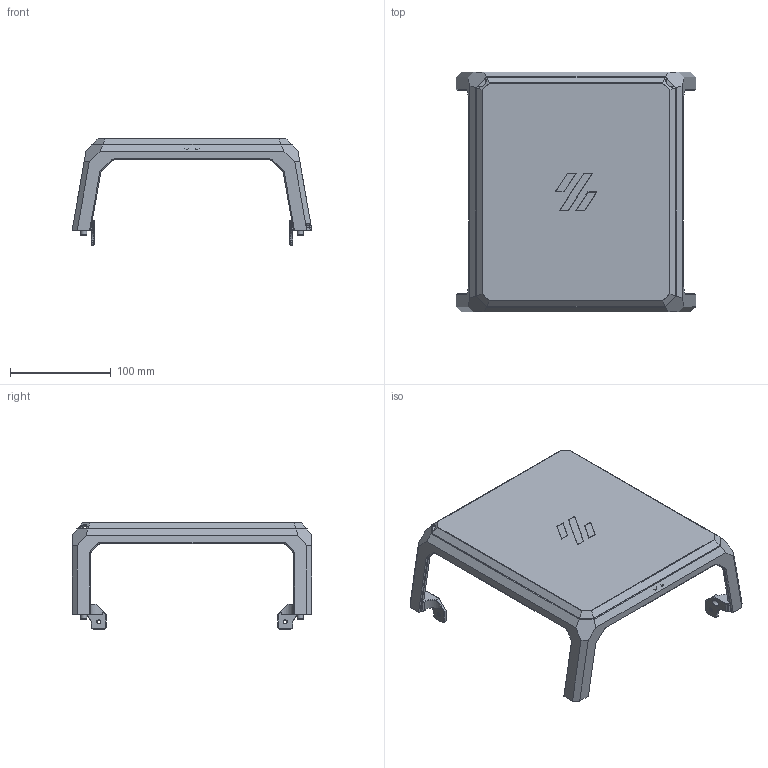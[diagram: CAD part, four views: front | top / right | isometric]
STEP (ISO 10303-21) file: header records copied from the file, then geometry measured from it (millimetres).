
FILE_DESCRIPTION(/* description */ (''),/* implementation_level */ '2;1');
FILE_NAME(/* name */ 'V01 - LED Tophat.step',/* time_stamp */ '2021-07-05T16:58:40-07:00',/* author */ (''),/* organization */ (''),/* preprocessor_version */ 'ST-DEVELOPER v18.1',/* originating_system */ 'Autodesk Translation Framework v10.9.0.1377',/* authorisation */ '');
FILE_SCHEMA (('AUTOMOTIVE_DESIGN { 1 0 10303 214 3 1 1 }'));
Products named in the file (11): V0 Tophat shorter-lid; Tophat; Tophat (1); M3x8 BHCS-1; M3 Threaded Insert; M3x12 BHCS; LED Tophat - Top Cover; LED Tophat - Main Body; LED Tophat - Logo Insert; M3 Threaded Insert (1); M3x6 BHCS-1 (1)
Assembly tree (45 placements, depth 3):
  V0 Tophat shorter-lid
    Tophat
      Tophat (1)
      M3x8 BHCS-1  x8
      M3 Threaded Insert  x16
      M3x12 BHCS  x8
    LED Tophat - Top Cover
    LED Tophat - Main Body
    LED Tophat - Logo Insert
    M3 Threaded Insert (1)  x4
    M3x6 BHCS-1 (1)  x4
Bounding box: 238 x 238 x 106 mm (x, y, z)
Volume: 357047.4 mm3; surface area: 254284.1 mm2
Topology: 57 solids, 57 shells, 5834 faces, 16184 edges, 10619 vertices
Faces by surface type: bspline 2896, cylinder 1739, plane 809, cone 358, sphere 32
Full cylindrical faces by diameter (mm): 3 x40, 3.2 x4, 3.4 x20, 4.3 x4, 4.6 x16, 5.05 x20, 5.16 x20, 5.56 x20, 5.7 x20, 6.2 x8, 9.5 x24, 10 x4
Entity records: 48316 total; most frequent: CARTESIAN_POINT 15341, ORIENTED_EDGE 7038, DIRECTION 6662, EDGE_CURVE 3519, AXIS2_PLACEMENT_3D 2350, VERTEX_POINT 2253, LINE 1962, VECTOR 1962
